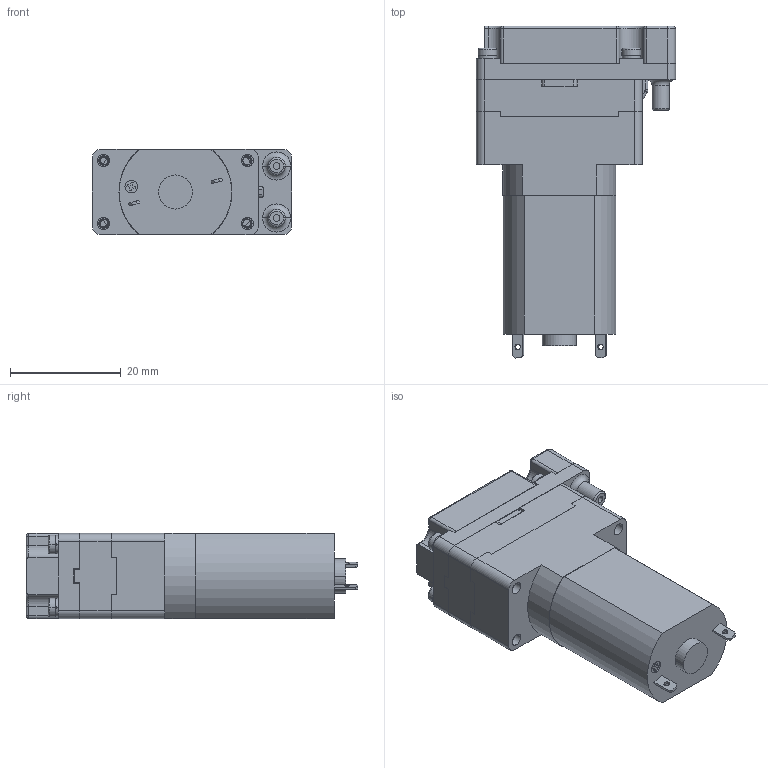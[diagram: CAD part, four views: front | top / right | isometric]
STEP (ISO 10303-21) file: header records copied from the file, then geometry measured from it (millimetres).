
FILE_DESCRIPTION((''),'2;1');
FILE_NAME('ASM0001_ASM','2018-03-22T',('quept'),(''),'CREO PARAMETRIC BY PTC INC, 2014190','CREO PARAMETRIC BY PTC INC, 2014190','');
FILE_SCHEMA(('CONFIG_CONTROL_DESIGN'));
Products named in the file (21): MT2003V08_AF0; PM20BBB4_AF0; PM27CB6_AF0; A4-1401008_AF0; PM20BRB2-1_AF0; ASM0004_AF0_ASM; PM20BBB5_AF0; PM32EPN1-3_AF0; ASM0002_AF0_ASM; A4-1407034_AF0; PM14AR1_AF0; PM14AR1_AF1; PM20BBB1_AF0; ASM0003_AF0_ASM; PM12ESC2_AF0; PM12ESC2_AF1; PM27ASC2_AF0; PM27ASC2_AF1; PM27ASC2_AF2; PM27ASC2_AF3; ASM0001_ASM
Assembly tree (20 placements, depth 3):
  ASM0001_ASM
    MT2003V08_AF0
    PM20BBB4_AF0
    PM27CB6_AF0
    ASM0004_AF0_ASM
      A4-1401008_AF0
      PM20BRB2-1_AF0
    ASM0002_AF0_ASM
      PM20BBB5_AF0
      PM32EPN1-3_AF0
    ASM0003_AF0_ASM
      A4-1407034_AF0
      PM14AR1_AF0
      PM14AR1_AF1
      PM20BBB1_AF0
    PM12ESC2_AF0
    PM12ESC2_AF1
    PM27ASC2_AF0
    PM27ASC2_AF1
    PM27ASC2_AF2
    PM27ASC2_AF3
Bounding box: 36 x 60 x 15.4 mm (x, y, z)
Volume: 11983.4 mm3; surface area: 12248.7 mm2
Topology: 23 solids, 24 shells, 1527 faces, 4168 edges, 2705 vertices
Faces by surface type: plane 629, cylinder 537, bspline 260, torus 71, cone 18, sphere 12
Entity records: 92269 total; most frequent: CARTESIAN_POINT 55317, ORIENTED_EDGE 8300, DIRECTION 6605, EDGE_CURVE 4166, VERTEX_POINT 2705, AXIS2_PLACEMENT_3D 2202, VECTOR 2201, LINE 2201
